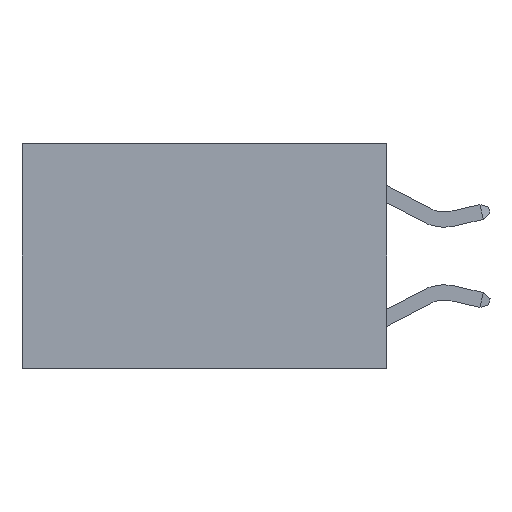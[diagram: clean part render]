
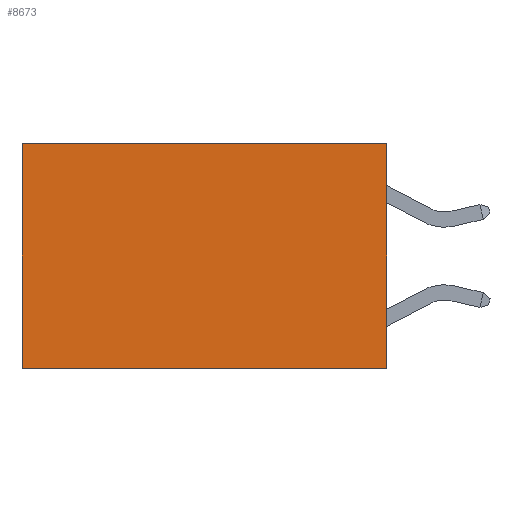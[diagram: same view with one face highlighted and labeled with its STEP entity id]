
A CAD part, left-side view. The second image highlights one B-rep face of the part: STEP entity #8673.
In plain terms, the highlighted planar face has unit normal (-1, 0, 0).
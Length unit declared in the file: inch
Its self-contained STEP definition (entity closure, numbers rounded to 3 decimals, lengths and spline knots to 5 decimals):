
#423 = CARTESIAN_POINT ( 'NONE',  ( 0.2625, 0.6, 0. ) ) ;
#943 = EDGE_LOOP ( 'NONE', ( #5701, #19145, #1338, #11113 ) ) ;
#1338 = ORIENTED_EDGE ( 'NONE', *, *, #2233, .F. ) ;
#1700 = VECTOR ( 'NONE', #2568, 39.37008 ) ;
#2233 = EDGE_CURVE ( 'NONE', #25698, #22665, #20744, .T. ) ;
#2568 = DIRECTION ( 'NONE',  ( 0., 0., -1. ) ) ;
#4732 = LINE ( 'NONE', #423, #19074 ) ;
#4851 = CARTESIAN_POINT ( 'NONE',  ( 0.2625, 0., 0. ) ) ;
#5701 = ORIENTED_EDGE ( 'NONE', *, *, #11077, .T. ) ;
#5875 = EDGE_CURVE ( 'NONE', #22665, #19707, #17953, .T. ) ;
#5967 = EDGE_CURVE ( 'NONE', #25698, #24222, #20160, .T. ) ;
#6299 = CARTESIAN_POINT ( 'NONE',  ( 0.2625, 0.6, 0. ) ) ;
#6952 = FACE_OUTER_BOUND ( 'NONE', #943, .T. ) ;
#8673 = ADVANCED_FACE ( 'NONE', ( #6952 ), #15180, .F. ) ;
#8802 = CARTESIAN_POINT ( 'NONE',  ( 0.2625, 0., 0. ) ) ;
#8914 = DIRECTION ( 'NONE',  ( 0., 0., -1. ) ) ;
#11077 = EDGE_CURVE ( 'NONE', #24222, #19707, #4732, .T. ) ;
#11113 = ORIENTED_EDGE ( 'NONE', *, *, #5967, .T. ) ;
#12072 = DIRECTION ( 'NONE',  ( 0., 1., 0. ) ) ;
#15180 = PLANE ( 'NONE',  #23764 ) ;
#15748 = CARTESIAN_POINT ( 'NONE',  ( 0.2625, 0.6, -0.37 ) ) ;
#16260 = DIRECTION ( 'NONE',  ( 0., 0., -1. ) ) ;
#17953 = LINE ( 'NONE', #22010, #19847 ) ;
#19074 = VECTOR ( 'NONE', #16260, 39.37008 ) ;
#19145 = ORIENTED_EDGE ( 'NONE', *, *, #5875, .F. ) ;
#19707 = VERTEX_POINT ( 'NONE', #15748 ) ;
#19847 = VECTOR ( 'NONE', #12072, 39.37008 ) ;
#20160 = LINE ( 'NONE', #22254, #24459 ) ;
#20442 = DIRECTION ( 'NONE',  ( 0., 1., 0. ) ) ;
#20744 = LINE ( 'NONE', #24552, #1700 ) ;
#20969 = CARTESIAN_POINT ( 'NONE',  ( 0.2625, 0., -0.37 ) ) ;
#22010 = CARTESIAN_POINT ( 'NONE',  ( 0.2625, 0., -0.37 ) ) ;
#22254 = CARTESIAN_POINT ( 'NONE',  ( 0.2625, 0., 0. ) ) ;
#22665 = VERTEX_POINT ( 'NONE', #20969 ) ;
#23152 = DIRECTION ( 'NONE',  ( 1., 0., 0. ) ) ;
#23764 = AXIS2_PLACEMENT_3D ( 'NONE', #4851, #23152, #8914 ) ;
#24222 = VERTEX_POINT ( 'NONE', #6299 ) ;
#24459 = VECTOR ( 'NONE', #20442, 39.37008 ) ;
#24552 = CARTESIAN_POINT ( 'NONE',  ( 0.2625, 0., 0. ) ) ;
#25698 = VERTEX_POINT ( 'NONE', #8802 ) ;
